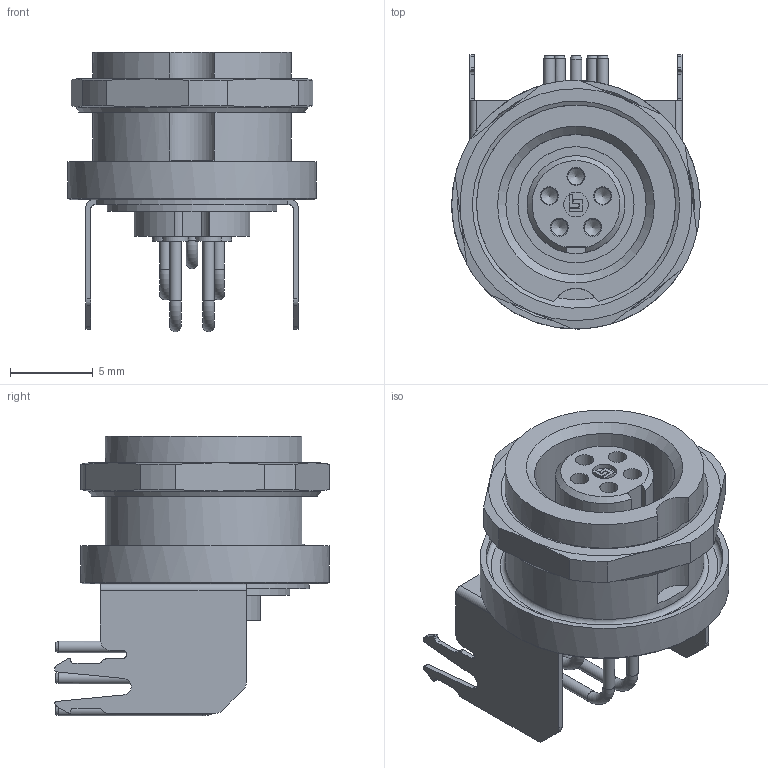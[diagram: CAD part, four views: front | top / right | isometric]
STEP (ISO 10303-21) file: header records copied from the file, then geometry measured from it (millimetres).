
FILE_DESCRIPTION(/* description */ (''),/* implementation_level */ '2;1');
FILE_NAME(/* name */ '09-0416-55-05_bg.stp',/* time_stamp */ '2009-01-19T13:42:19+01:00',/* author */ (''),/* organization */ (''),/* preprocessor_version */ 'ST-DEVELOPER v11',/* originating_system */ 'UGS - NX 5.0',/* authorisation */ '');
FILE_SCHEMA (('CONFIG_CONTROL_DESIGN'));
Length unit declared in the file: millimetre
Products named in the file (1): kbor9D26pjur
Bounding box: 15 x 16.55 x 16.85 mm (x, y, z)
Volume: 1173.1 mm3; surface area: 1825 mm2
Topology: 1 solids, 1 shells, 258 faces, 653 edges, 428 vertices
Faces by surface type: plane 119, cylinder 84, cone 48, torus 7
Full cylindrical faces by diameter (mm): 0.7 x10, 1.1 x5, 1.5 x1, 1.55 x4, 1.63 x1, 7 x1, 8.459 x1, 9.65 x1, 10.25 x1, 12 x1, 14.3 x1, 15 x1
Entity records: 7468 total; most frequent: CARTESIAN_POINT 1385, DIRECTION 1308, ORIENTED_EDGE 1146, EDGE_CURVE 573, AXIS2_PLACEMENT_3D 526, VERTEX_POINT 403, EDGE_LOOP 341, ADVANCED_FACE 258
